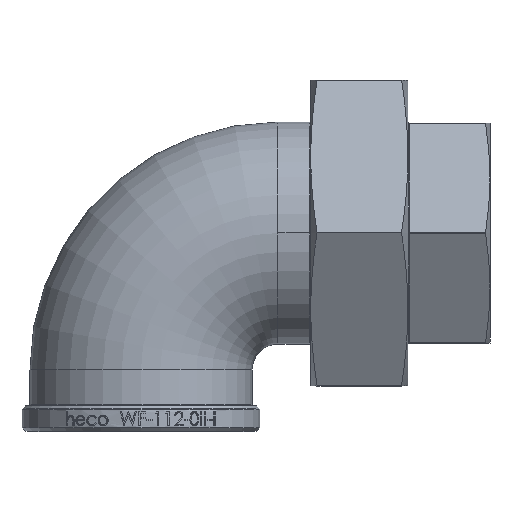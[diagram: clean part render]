
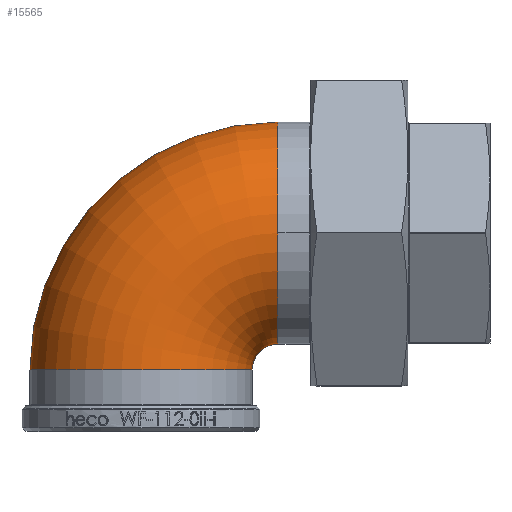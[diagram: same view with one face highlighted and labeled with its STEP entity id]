
A CAD part, top view. The second image highlights one B-rep face of the part: STEP entity #15565.
In plain terms, the highlighted toroidal (fillet/blend) face has major radius 34.5 mm and minor radius 28 mm.
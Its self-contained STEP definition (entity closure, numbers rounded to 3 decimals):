
#400 = DIRECTION ( 'NONE',  ( 1., 0., 0. ) ) ;
#521 = AXIS2_PLACEMENT_3D ( 'NONE', #3371, #400, #9075 ) ;
#548 = TOROIDAL_SURFACE ( 'NONE', #18216, 34.5, 28. ) ;
#998 = CARTESIAN_POINT ( 'NONE',  ( 34.5, 15.5, 0. ) ) ;
#1025 = CARTESIAN_POINT ( 'NONE',  ( 34.5, 78., 0. ) ) ;
#1918 = VERTEX_POINT ( 'NONE', #9364 ) ;
#3194 = FACE_OUTER_BOUND ( 'NONE', #8559, .T. ) ;
#3371 = CARTESIAN_POINT ( 'NONE',  ( 34.5, 50., 0. ) ) ;
#3639 = DIRECTION ( 'NONE',  ( 0., 0., -1. ) ) ;
#3787 = DIRECTION ( 'NONE',  ( 0., 1., 0. ) ) ;
#3972 = ORIENTED_EDGE ( 'NONE', *, *, #12433, .F. ) ;
#4213 = DIRECTION ( 'NONE',  ( 1., 0., 0. ) ) ;
#4485 = DIRECTION ( 'NONE',  ( 0., -1., 0. ) ) ;
#5016 = CIRCLE ( 'NONE', #17509, 6.5 ) ;
#5278 = AXIS2_PLACEMENT_3D ( 'NONE', #11439, #4485, #7267 ) ;
#5823 = AXIS2_PLACEMENT_3D ( 'NONE', #12670, #4213, #9911 ) ;
#6109 = CIRCLE ( 'NONE', #5278, 28. ) ;
#6139 = ORIENTED_EDGE ( 'NONE', *, *, #13763, .F. ) ;
#6282 = AXIS2_PLACEMENT_3D ( 'NONE', #9583, #11084, #15225 ) ;
#7193 = VERTEX_POINT ( 'NONE', #1025 ) ;
#7267 = DIRECTION ( 'NONE',  ( -1., 0., 0. ) ) ;
#7650 = CARTESIAN_POINT ( 'NONE',  ( -28., 15.5, 0. ) ) ;
#8304 = EDGE_CURVE ( 'NONE', #9657, #18425, #5016, .T. ) ;
#8559 = EDGE_LOOP ( 'NONE', ( #12753, #6139, #11249, #3972, #18006 ) ) ;
#9075 = DIRECTION ( 'NONE',  ( 0., 1., 0. ) ) ;
#9364 = CARTESIAN_POINT ( 'NONE',  ( 34.5, 50., 28. ) ) ;
#9499 = CIRCLE ( 'NONE', #5823, 28. ) ;
#9583 = CARTESIAN_POINT ( 'NONE',  ( 34.5, 15.5, 0. ) ) ;
#9657 = VERTEX_POINT ( 'NONE', #14637 ) ;
#9707 = VERTEX_POINT ( 'NONE', #7650 ) ;
#9911 = DIRECTION ( 'NONE',  ( 0., 1., 0. ) ) ;
#10605 = EDGE_CURVE ( 'NONE', #9707, #7193, #12052, .T. ) ;
#10691 = DIRECTION ( 'NONE',  ( 0., 1., 0. ) ) ;
#10708 = DIRECTION ( 'NONE',  ( 0., 0., -1. ) ) ;
#11084 = DIRECTION ( 'NONE',  ( 0., 0., -1. ) ) ;
#11249 = ORIENTED_EDGE ( 'NONE', *, *, #8304, .T. ) ;
#11439 = CARTESIAN_POINT ( 'NONE',  ( 0., 15.5, 0. ) ) ;
#12052 = CIRCLE ( 'NONE', #6282, 62.5 ) ;
#12356 = CIRCLE ( 'NONE', #521, 28. ) ;
#12433 = EDGE_CURVE ( 'NONE', #1918, #18425, #9499, .T. ) ;
#12670 = CARTESIAN_POINT ( 'NONE',  ( 34.5, 50., 0. ) ) ;
#12753 = ORIENTED_EDGE ( 'NONE', *, *, #10605, .F. ) ;
#13763 = EDGE_CURVE ( 'NONE', #9657, #9707, #6109, .T. ) ;
#13877 = EDGE_CURVE ( 'NONE', #7193, #1918, #12356, .T. ) ;
#14637 = CARTESIAN_POINT ( 'NONE',  ( 28., 15.5, 0. ) ) ;
#15225 = DIRECTION ( 'NONE',  ( 0., 1., 0. ) ) ;
#15565 = ADVANCED_FACE ( 'NONE', ( #3194 ), #548, .T. ) ;
#17264 = CARTESIAN_POINT ( 'NONE',  ( 34.5, 22., 0. ) ) ;
#17509 = AXIS2_PLACEMENT_3D ( 'NONE', #998, #10708, #3787 ) ;
#17725 = CARTESIAN_POINT ( 'NONE',  ( 34.5, 15.5, 0. ) ) ;
#18006 = ORIENTED_EDGE ( 'NONE', *, *, #13877, .F. ) ;
#18216 = AXIS2_PLACEMENT_3D ( 'NONE', #17725, #3639, #10691 ) ;
#18425 = VERTEX_POINT ( 'NONE', #17264 ) ;
